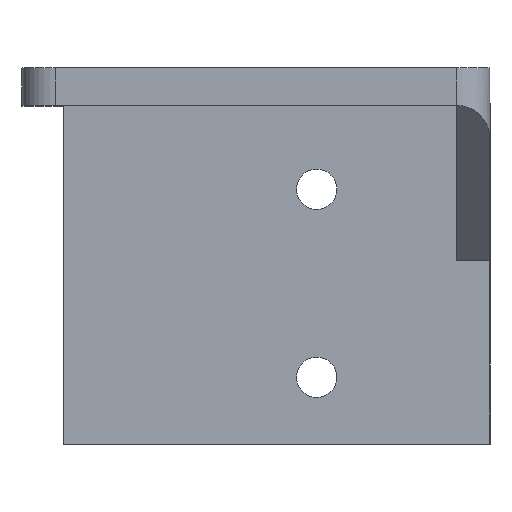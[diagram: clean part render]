
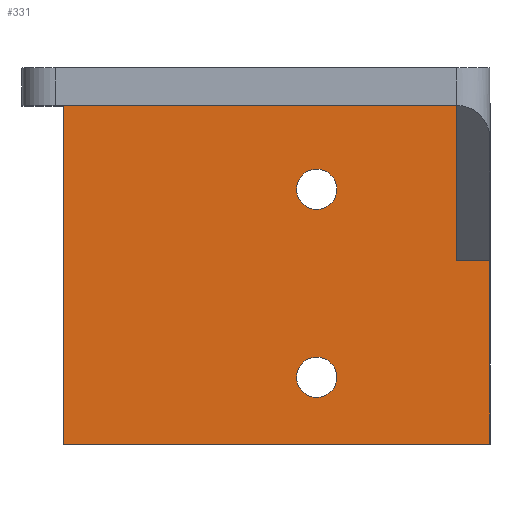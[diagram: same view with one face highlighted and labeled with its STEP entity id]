
A CAD part, top view. The second image highlights one B-rep face of the part: STEP entity #331.
In plain terms, the highlighted planar face has unit normal (0, 0, 1).
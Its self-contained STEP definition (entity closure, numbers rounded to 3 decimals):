
#6 = DIRECTION ( 'NONE',  ( 0., 0., 1. ) ) ;
#10 = PLANE ( 'NONE',  #599 ) ;
#13 = DIRECTION ( 'NONE',  ( 1., 0., 0. ) ) ;
#18 = VECTOR ( 'NONE', #112, 1000. ) ;
#27 = CARTESIAN_POINT ( 'NONE',  ( 7.162, -10., 28. ) ) ;
#37 = AXIS2_PLACEMENT_3D ( 'NONE', #108, #634, #924 ) ;
#55 = VERTEX_POINT ( 'NONE', #656 ) ;
#60 = CIRCLE ( 'NONE', #749, 2.412 ) ;
#66 = CARTESIAN_POINT ( 'NONE',  ( 21.5, -18.5, 28. ) ) ;
#82 = ORIENTED_EDGE ( 'NONE', *, *, #1273, .T. ) ;
#97 = FACE_BOUND ( 'NONE', #668, .T. ) ;
#103 = VERTEX_POINT ( 'NONE', #441 ) ;
#108 = CARTESIAN_POINT ( 'NONE',  ( 4.75, -32.5, 28. ) ) ;
#112 = DIRECTION ( 'NONE',  ( 0., 1., 0. ) ) ;
#117 = CARTESIAN_POINT ( 'NONE',  ( 21.5, 0., 28. ) ) ;
#157 = EDGE_CURVE ( 'NONE', #487, #973, #692, .T. ) ;
#162 = DIRECTION ( 'NONE',  ( 0., 1., 0. ) ) ;
#185 = CARTESIAN_POINT ( 'NONE',  ( 4.75, -32.5, 28. ) ) ;
#192 = DIRECTION ( 'NONE',  ( 1., 0., 0. ) ) ;
#202 = CARTESIAN_POINT ( 'NONE',  ( -25.5, -40.5, 28. ) ) ;
#210 = CARTESIAN_POINT ( 'NONE',  ( 4.75, -10., 28. ) ) ;
#227 = DIRECTION ( 'NONE',  ( 1., 0., 0. ) ) ;
#240 = CIRCLE ( 'NONE', #37, 2.412 ) ;
#248 = CARTESIAN_POINT ( 'NONE',  ( 7.162, -32.5, 28. ) ) ;
#299 = VERTEX_POINT ( 'NONE', #117 ) ;
#305 = CARTESIAN_POINT ( 'NONE',  ( -25.5, -40.5, 28. ) ) ;
#331 = ADVANCED_FACE ( 'NONE', ( #522, #97, #929 ), #10, .T. ) ;
#336 = CARTESIAN_POINT ( 'NONE',  ( 4.75, -10., 28. ) ) ;
#367 = ORIENTED_EDGE ( 'NONE', *, *, #1018, .F. ) ;
#373 = CARTESIAN_POINT ( 'NONE',  ( 55.017, -18.5, 28. ) ) ;
#386 = CARTESIAN_POINT ( 'NONE',  ( 2.338, -10., 28. ) ) ;
#395 = ORIENTED_EDGE ( 'NONE', *, *, #794, .F. ) ;
#401 = ORIENTED_EDGE ( 'NONE', *, *, #1060, .F. ) ;
#437 = DIRECTION ( 'NONE',  ( 1., 0., 0. ) ) ;
#441 = CARTESIAN_POINT ( 'NONE',  ( 2.338, -32.5, 28. ) ) ;
#456 = ORIENTED_EDGE ( 'NONE', *, *, #1211, .T. ) ;
#459 = VERTEX_POINT ( 'NONE', #248 ) ;
#477 = ORIENTED_EDGE ( 'NONE', *, *, #746, .F. ) ;
#482 = DIRECTION ( 'NONE',  ( -1., 0., 0. ) ) ;
#487 = VERTEX_POINT ( 'NONE', #1054 ) ;
#502 = LINE ( 'NONE', #305, #18 ) ;
#510 = ORIENTED_EDGE ( 'NONE', *, *, #157, .T. ) ;
#522 = FACE_OUTER_BOUND ( 'NONE', #1084, .T. ) ;
#523 = LINE ( 'NONE', #1034, #577 ) ;
#529 = CARTESIAN_POINT ( 'NONE',  ( 25.5, -40.5, 28. ) ) ;
#559 = ORIENTED_EDGE ( 'NONE', *, *, #881, .F. ) ;
#576 = VECTOR ( 'NONE', #13, 1000. ) ;
#577 = VECTOR ( 'NONE', #1144, 1000. ) ;
#587 = VERTEX_POINT ( 'NONE', #997 ) ;
#591 = DIRECTION ( 'NONE',  ( 1., 0., 0. ) ) ;
#599 = AXIS2_PLACEMENT_3D ( 'NONE', #202, #807, #227 ) ;
#609 = DIRECTION ( 'NONE',  ( 1., 0., 0. ) ) ;
#613 = ORIENTED_EDGE ( 'NONE', *, *, #878, .F. ) ;
#634 = DIRECTION ( 'NONE',  ( 0., 0., 1. ) ) ;
#656 = CARTESIAN_POINT ( 'NONE',  ( -25.5, 0., 28. ) ) ;
#668 = EDGE_LOOP ( 'NONE', ( #395, #613 ) ) ;
#673 = EDGE_LOOP ( 'NONE', ( #559, #367 ) ) ;
#692 = LINE ( 'NONE', #373, #775 ) ;
#716 = LINE ( 'NONE', #922, #1068 ) ;
#728 = CIRCLE ( 'NONE', #1087, 2.412 ) ;
#746 = EDGE_CURVE ( 'NONE', #55, #299, #827, .T. ) ;
#749 = AXIS2_PLACEMENT_3D ( 'NONE', #210, #1104, #192 ) ;
#764 = CARTESIAN_POINT ( 'NONE',  ( 25.5, -40.5, 28. ) ) ;
#775 = VECTOR ( 'NONE', #482, 1000. ) ;
#794 = EDGE_CURVE ( 'NONE', #824, #1140, #60, .T. ) ;
#807 = DIRECTION ( 'NONE',  ( 0., 0., 1. ) ) ;
#819 = DIRECTION ( 'NONE',  ( 0., 0., 1. ) ) ;
#824 = VERTEX_POINT ( 'NONE', #27 ) ;
#827 = LINE ( 'NONE', #1114, #576 ) ;
#833 = CIRCLE ( 'NONE', #981, 2.412 ) ;
#849 = VERTEX_POINT ( 'NONE', #529 ) ;
#878 = EDGE_CURVE ( 'NONE', #1140, #824, #728, .T. ) ;
#881 = EDGE_CURVE ( 'NONE', #459, #103, #240, .T. ) ;
#922 = CARTESIAN_POINT ( 'NONE',  ( -25.5, -40.5, 28. ) ) ;
#924 = DIRECTION ( 'NONE',  ( 1., 0., 0. ) ) ;
#929 = FACE_BOUND ( 'NONE', #673, .T. ) ;
#973 = VERTEX_POINT ( 'NONE', #66 ) ;
#981 = AXIS2_PLACEMENT_3D ( 'NONE', #185, #819, #609 ) ;
#997 = CARTESIAN_POINT ( 'NONE',  ( -25.5, -40.5, 28. ) ) ;
#1018 = EDGE_CURVE ( 'NONE', #103, #459, #833, .T. ) ;
#1023 = ORIENTED_EDGE ( 'NONE', *, *, #1271, .T. ) ;
#1034 = CARTESIAN_POINT ( 'NONE',  ( 21.5, -40.5, 28. ) ) ;
#1054 = CARTESIAN_POINT ( 'NONE',  ( 25.5, -18.5, 28. ) ) ;
#1060 = EDGE_CURVE ( 'NONE', #587, #55, #502, .T. ) ;
#1068 = VECTOR ( 'NONE', #591, 1000. ) ;
#1084 = EDGE_LOOP ( 'NONE', ( #510, #82, #477, #401, #1023, #456 ) ) ;
#1087 = AXIS2_PLACEMENT_3D ( 'NONE', #336, #6, #437 ) ;
#1088 = LINE ( 'NONE', #764, #1154 ) ;
#1104 = DIRECTION ( 'NONE',  ( 0., 0., 1. ) ) ;
#1114 = CARTESIAN_POINT ( 'NONE',  ( -25.5, 0., 28. ) ) ;
#1140 = VERTEX_POINT ( 'NONE', #386 ) ;
#1144 = DIRECTION ( 'NONE',  ( 0., 1., 0. ) ) ;
#1154 = VECTOR ( 'NONE', #162, 1000. ) ;
#1211 = EDGE_CURVE ( 'NONE', #849, #487, #1088, .T. ) ;
#1271 = EDGE_CURVE ( 'NONE', #587, #849, #716, .T. ) ;
#1273 = EDGE_CURVE ( 'NONE', #973, #299, #523, .T. ) ;
